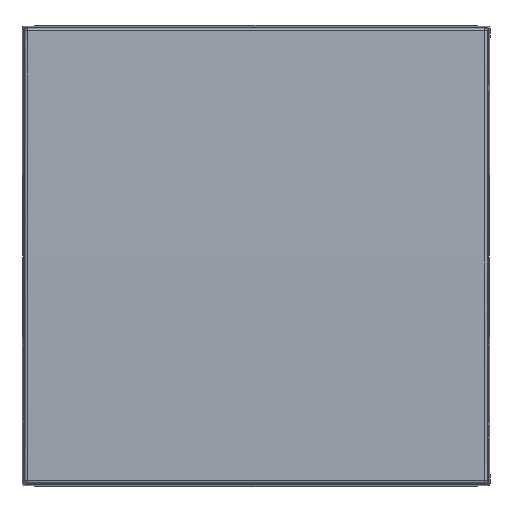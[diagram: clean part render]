
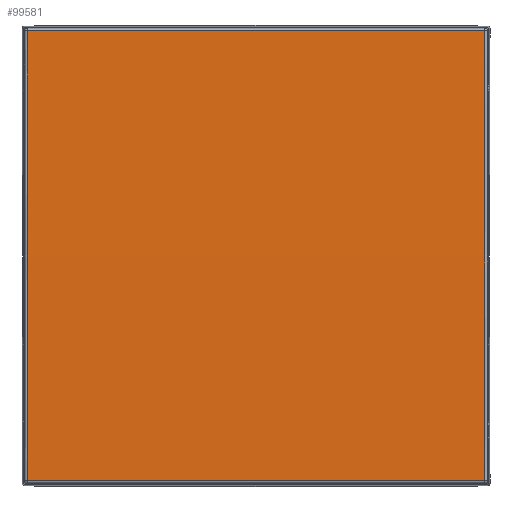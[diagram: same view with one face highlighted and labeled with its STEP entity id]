
A CAD part, top view. The second image highlights one B-rep face of the part: STEP entity #99581.
In plain terms, the highlighted cylindrical face has radius 1600 mm (diameter 3200 mm), a partial arc.
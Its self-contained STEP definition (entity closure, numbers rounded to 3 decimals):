
#97380=DIRECTION('',(1.,0.,0.));
#97381=VECTOR('',#97380,54.41);
#97382=CARTESIAN_POINT('',(-27.205,7.705,
26.734));
#97383=LINE('5320',#97382,#97381);
#97384=CARTESIAN_POINT('',(-27.205,7.705,
26.734));
#97385=CARTESIAN_POINT('',(-27.203,7.763,
23.224));
#97386=CARTESIAN_POINT('',(-27.2,7.858,
16.201));
#97387=CARTESIAN_POINT('',(-27.197,7.93,
5.689));
#97388=CARTESIAN_POINT('',(-27.197,7.933,
-4.903));
#97389=CARTESIAN_POINT('',(-27.199,7.862,
-15.856));
#97390=CARTESIAN_POINT('',(-27.203,7.765,
-23.101));
#97391=CARTESIAN_POINT('',(-27.205,7.705,
-26.734));
#97393=DIRECTION('',(-1.,0.,0.));
#97394=VECTOR('',#97393,54.41);
#97395=CARTESIAN_POINT('',(27.205,7.705,
-26.734));
#97396=LINE('5324',#97395,#97394);
#97397=CARTESIAN_POINT('',(27.205,7.705,
-26.734));
#97398=CARTESIAN_POINT('',(27.203,7.763,
-23.224));
#97399=CARTESIAN_POINT('',(27.2,7.858,
-16.201));
#97400=CARTESIAN_POINT('',(27.197,7.93,
-5.689));
#97401=CARTESIAN_POINT('',(27.197,7.933,4.904));
#97402=CARTESIAN_POINT('',(27.199,7.862,15.857));
#97403=CARTESIAN_POINT('',(27.203,7.765,23.101));
#97404=CARTESIAN_POINT('',(27.205,7.705,26.734));
#97837=CARTESIAN_POINT('',(-27.205,7.705,
26.734));
#97838=CARTESIAN_POINT('',(27.205,7.705,26.734));
#97839=VERTEX_POINT('',#97837);
#97840=VERTEX_POINT('',#97838);
#97841=VERTEX_POINT('',#97391);
#97842=CARTESIAN_POINT('',(27.205,7.705,
-26.734));
#97843=VERTEX_POINT('',#97842);
#99568=CARTESIAN_POINT('',(-27.495,-1592.072,
0.));
#99569=DIRECTION('',(1.,0.,0.));
#99570=DIRECTION('',(0.,0.,-1.));
#99571=AXIS2_PLACEMENT_3D('',#99568,#99569,#99570);
#99572=CYLINDRICAL_SURFACE('5259',#99571,1600.);
#99574=ORIENTED_EDGE('5320',*,*,#99573,.F.);
#99576=ORIENTED_EDGE('5322',*,*,#99575,.T.);
#99577=ORIENTED_EDGE('5324',*,*,#99507,.F.);
#99578=ORIENTED_EDGE('5325',*,*,#99558,.T.);
#99579=EDGE_LOOP('5259',(#99574,#99576,#99577,#99578));
#99580=FACE_OUTER_BOUND('5259',#99579,.F.);
#97392=B_SPLINE_CURVE_WITH_KNOTS('5322',3,(#97384,#97385,#97386,#97387,#97388,
#97389,#97390,#97391),.UNSPECIFIED.,.F.,.F.,(4,1,1,1,1,4),(0.,0.2,0.4,
0.6,0.8,1.),.UNSPECIFIED.);
#97405=B_SPLINE_CURVE_WITH_KNOTS('5325',3,(#97397,#97398,#97399,#97400,#97401,
#97402,#97403,#97404),.UNSPECIFIED.,.F.,.F.,(4,1,1,1,1,4),(0.,0.2,0.4,
0.6,0.8,1.),.UNSPECIFIED.);
#99507=EDGE_CURVE('5324',#97843,#97841,#97396,.T.);
#99558=EDGE_CURVE('5325',#97843,#97840,#97405,.T.);
#99573=EDGE_CURVE('5320',#97839,#97840,#97383,.T.);
#99575=EDGE_CURVE('5322',#97839,#97841,#97392,.T.);
#99581=ADVANCED_FACE('5259',(#99580),#99572,.T.);
